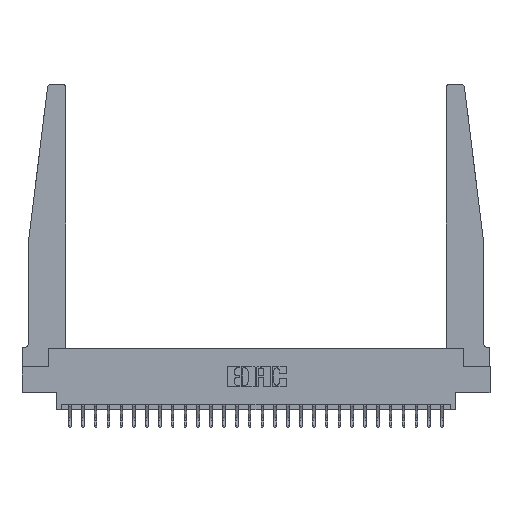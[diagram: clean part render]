
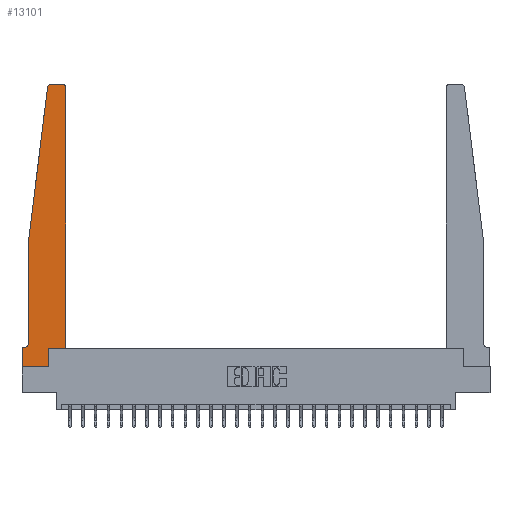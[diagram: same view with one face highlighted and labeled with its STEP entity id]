
A CAD part, top view. The second image highlights one B-rep face of the part: STEP entity #13101.
In plain terms, the highlighted planar face has unit normal (0, 0, 1).
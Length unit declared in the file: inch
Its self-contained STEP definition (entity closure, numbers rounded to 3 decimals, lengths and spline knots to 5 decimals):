
#234 = AXIS2_PLACEMENT_3D ( 'NONE', #9172, #19483, #25697 ) ;
#244 = DIRECTION ( 'NONE',  ( -1., 0., 0. ) ) ;
#857 = DIRECTION ( 'NONE',  ( 1., 0., 0. ) ) ;
#985 = CARTESIAN_POINT ( 'NONE',  ( 0.27653, 2.72, 0.37 ) ) ;
#998 = LINE ( 'NONE', #17511, #16276 ) ;
#1041 = VERTEX_POINT ( 'NONE', #11206 ) ;
#1300 = EDGE_CURVE ( 'NONE', #20307, #20310, #998, .T. ) ;
#1757 = DIRECTION ( 'NONE',  ( -0.122, -0.992, 0. ) ) ;
#2442 = EDGE_CURVE ( 'NONE', #19262, #9871, #7714, .T. ) ;
#2672 = LINE ( 'NONE', #22994, #17801 ) ;
#2786 = ORIENTED_EDGE ( 'NONE', *, *, #19129, .T. ) ;
#2979 = EDGE_CURVE ( 'NONE', #1041, #19262, #14410, .T. ) ;
#3186 = EDGE_CURVE ( 'NONE', #21436, #12840, #19859, .T. ) ;
#3191 = CARTESIAN_POINT ( 'NONE',  ( 0.395, 2.75, 0.37 ) ) ;
#3219 = EDGE_CURVE ( 'NONE', #20310, #1041, #4779, .T. ) ;
#3962 = EDGE_CURVE ( 'NONE', #21104, #7432, #16228, .T. ) ;
#4299 = CARTESIAN_POINT ( 'NONE',  ( 0.425, 0.18, 0.37 ) ) ;
#4377 = ORIENTED_EDGE ( 'NONE', *, *, #3219, .T. ) ;
#4631 = EDGE_CURVE ( 'NONE', #7432, #7836, #13036, .T. ) ;
#4779 = LINE ( 'NONE', #19282, #8607 ) ;
#5206 = ORIENTED_EDGE ( 'NONE', *, *, #11400, .T. ) ;
#6176 = DIRECTION ( 'NONE',  ( -1., 0., 0. ) ) ;
#6336 = ORIENTED_EDGE ( 'NONE', *, *, #3962, .T. ) ;
#6473 = EDGE_LOOP ( 'NONE', ( #8700, #25898, #2786, #6336, #25490, #8371, #8670, #4377, #7332, #22071, #5206, #20462 ) ) ;
#7332 = ORIENTED_EDGE ( 'NONE', *, *, #2979, .T. ) ;
#7432 = VERTEX_POINT ( 'NONE', #12848 ) ;
#7714 = LINE ( 'NONE', #9330, #26272 ) ;
#7771 = VECTOR ( 'NONE', #20581, 39.37008 ) ;
#7836 = VERTEX_POINT ( 'NONE', #8347 ) ;
#8059 = DIRECTION ( 'NONE',  ( 0., 1., 0. ) ) ;
#8347 = CARTESIAN_POINT ( 'NONE',  ( 0.015, 0.1875, 0.37 ) ) ;
#8371 = ORIENTED_EDGE ( 'NONE', *, *, #9847, .T. ) ;
#8607 = VECTOR ( 'NONE', #25636, 39.37008 ) ;
#8670 = ORIENTED_EDGE ( 'NONE', *, *, #1300, .T. ) ;
#8687 = CARTESIAN_POINT ( 'NONE',  ( 0.395, 2.72, 0.37 ) ) ;
#8700 = ORIENTED_EDGE ( 'NONE', *, *, #22423, .T. ) ;
#9172 = CARTESIAN_POINT ( 'NONE',  ( 0., 0.1875, 0.37 ) ) ;
#9330 = CARTESIAN_POINT ( 'NONE',  ( 0.425, 0.18, 0.37 ) ) ;
#9384 = CARTESIAN_POINT ( 'NONE',  ( 0., 0.1875, 0.37 ) ) ;
#9602 = VECTOR ( 'NONE', #6176, 39.37008 ) ;
#9847 = EDGE_CURVE ( 'NONE', #7836, #20307, #2672, .T. ) ;
#9871 = VERTEX_POINT ( 'NONE', #4299 ) ;
#10321 = DIRECTION ( 'NONE',  ( 0., 0., 1. ) ) ;
#11206 = CARTESIAN_POINT ( 'NONE',  ( 0.2605, 0., 0.37 ) ) ;
#11222 = FACE_OUTER_BOUND ( 'NONE', #6473, .T. ) ;
#11400 = EDGE_CURVE ( 'NONE', #9871, #20374, #12276, .T. ) ;
#11591 = DIRECTION ( 'NONE',  ( 0., 0., -1. ) ) ;
#11735 = CARTESIAN_POINT ( 'NONE',  ( 0.27653, 2.75, 0.37 ) ) ;
#11918 = CARTESIAN_POINT ( 'NONE',  ( 0.065, 1.25, 0.37 ) ) ;
#12276 = LINE ( 'NONE', #24461, #15430 ) ;
#12412 = DIRECTION ( 'NONE',  ( 0., 1., 0. ) ) ;
#12529 = EDGE_CURVE ( 'NONE', #20374, #21272, #14297, .T. ) ;
#12840 = VERTEX_POINT ( 'NONE', #15693 ) ;
#12848 = CARTESIAN_POINT ( 'NONE',  ( 0.065, 0.2375, 0.37 ) ) ;
#13036 = CIRCLE ( 'NONE', #21237, 0.05 ) ;
#13101 = ADVANCED_FACE ( 'NONE', ( #11222 ), #25301, .T. ) ;
#13751 = CARTESIAN_POINT ( 'NONE',  ( 0.015, 0.2375, 0.37 ) ) ;
#14297 = CIRCLE ( 'NONE', #22520, 0.03 ) ;
#14410 = LINE ( 'NONE', #22807, #16799 ) ;
#15114 = CARTESIAN_POINT ( 'NONE',  ( 0.065, 1.25, 0.37 ) ) ;
#15430 = VECTOR ( 'NONE', #12412, 39.37008 ) ;
#15459 = DIRECTION ( 'NONE',  ( 0., 0., 1. ) ) ;
#15693 = CARTESIAN_POINT ( 'NONE',  ( 0.24675, 2.72367, 0.37 ) ) ;
#16228 = LINE ( 'NONE', #24503, #7771 ) ;
#16276 = VECTOR ( 'NONE', #21850, 39.37008 ) ;
#16799 = VECTOR ( 'NONE', #8059, 39.37008 ) ;
#16830 = AXIS2_PLACEMENT_3D ( 'NONE', #985, #15459, #857 ) ;
#17511 = CARTESIAN_POINT ( 'NONE',  ( 0., 0., 0.37 ) ) ;
#17801 = VECTOR ( 'NONE', #244, 39.37008 ) ;
#17817 = DIRECTION ( 'NONE',  ( -1., 0., 0. ) ) ;
#19129 = EDGE_CURVE ( 'NONE', #12840, #21104, #24635, .T. ) ;
#19262 = VERTEX_POINT ( 'NONE', #25168 ) ;
#19282 = CARTESIAN_POINT ( 'NONE',  ( 0., 0., 0.37 ) ) ;
#19483 = DIRECTION ( 'NONE',  ( 0., 0., 1. ) ) ;
#19859 = CIRCLE ( 'NONE', #16830, 0.03 ) ;
#20307 = VERTEX_POINT ( 'NONE', #9384 ) ;
#20310 = VERTEX_POINT ( 'NONE', #21437 ) ;
#20374 = VERTEX_POINT ( 'NONE', #25644 ) ;
#20462 = ORIENTED_EDGE ( 'NONE', *, *, #12529, .T. ) ;
#20581 = DIRECTION ( 'NONE',  ( 0., -1., 0. ) ) ;
#20758 = VECTOR ( 'NONE', #1757, 39.37008 ) ;
#20814 = LINE ( 'NONE', #20940, #9602 ) ;
#20940 = CARTESIAN_POINT ( 'NONE',  ( 0.25, 2.75, 0.37 ) ) ;
#21104 = VERTEX_POINT ( 'NONE', #15114 ) ;
#21237 = AXIS2_PLACEMENT_3D ( 'NONE', #13751, #11591, #17817 ) ;
#21272 = VERTEX_POINT ( 'NONE', #3191 ) ;
#21436 = VERTEX_POINT ( 'NONE', #11735 ) ;
#21437 = CARTESIAN_POINT ( 'NONE',  ( 0., 0., 0.37 ) ) ;
#21850 = DIRECTION ( 'NONE',  ( 0., -1., 0. ) ) ;
#22071 = ORIENTED_EDGE ( 'NONE', *, *, #2442, .T. ) ;
#22423 = EDGE_CURVE ( 'NONE', #21272, #21436, #20814, .T. ) ;
#22520 = AXIS2_PLACEMENT_3D ( 'NONE', #8687, #10321, #25074 ) ;
#22807 = CARTESIAN_POINT ( 'NONE',  ( 0.2605, 0.18, 0.37 ) ) ;
#22994 = CARTESIAN_POINT ( 'NONE',  ( 0.065, 0.1875, 0.37 ) ) ;
#23545 = DIRECTION ( 'NONE',  ( 1., 0., 0. ) ) ;
#24461 = CARTESIAN_POINT ( 'NONE',  ( 0.425, 0.18, 0.37 ) ) ;
#24503 = CARTESIAN_POINT ( 'NONE',  ( 0.065, 1.25, 0.37 ) ) ;
#24635 = LINE ( 'NONE', #11918, #20758 ) ;
#25074 = DIRECTION ( 'NONE',  ( 1., 0., 0. ) ) ;
#25168 = CARTESIAN_POINT ( 'NONE',  ( 0.2605, 0.18, 0.37 ) ) ;
#25301 = PLANE ( 'NONE',  #234 ) ;
#25490 = ORIENTED_EDGE ( 'NONE', *, *, #4631, .T. ) ;
#25636 = DIRECTION ( 'NONE',  ( 1., 0., 0. ) ) ;
#25644 = CARTESIAN_POINT ( 'NONE',  ( 0.425, 2.72, 0.37 ) ) ;
#25697 = DIRECTION ( 'NONE',  ( 1., 0., 0. ) ) ;
#25898 = ORIENTED_EDGE ( 'NONE', *, *, #3186, .T. ) ;
#26272 = VECTOR ( 'NONE', #23545, 39.37008 ) ;
